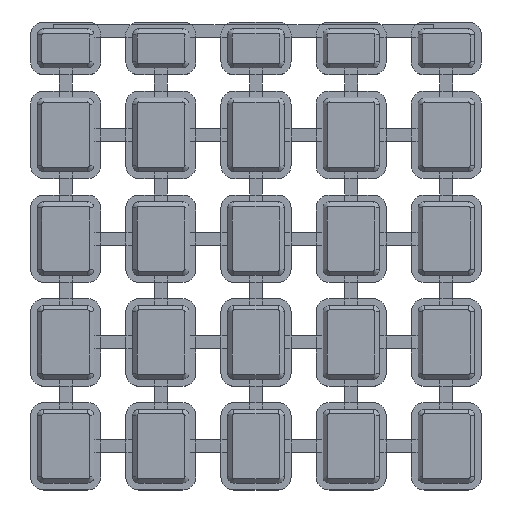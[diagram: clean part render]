
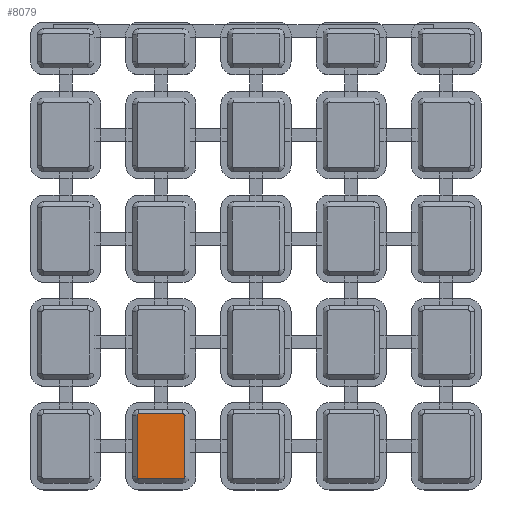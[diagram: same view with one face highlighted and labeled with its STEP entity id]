
A CAD part, top view. The second image highlights one B-rep face of the part: STEP entity #8079.
In plain terms, the highlighted planar face has unit normal (0, 0, 1).
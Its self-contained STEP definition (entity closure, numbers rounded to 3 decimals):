
#4623 = PLANE('',#4624);
#4624 = AXIS2_PLACEMENT_3D('',#4625,#4626,#4627);
#4625 = CARTESIAN_POINT('',(11.55,8.1,3.85));
#4626 = DIRECTION('',(0.707,0.,-0.707));
#4627 = DIRECTION('',(0.,1.,0.));
#5023 = CONICAL_SURFACE('',#5024,0.7,0.785);
#5024 = AXIS2_PLACEMENT_3D('',#5025,#5026,#5027);
#5025 = CARTESIAN_POINT('',(12.,1.,3.6));
#5026 = DIRECTION('',(-0.,-0.,-1.));
#5027 = DIRECTION('',(-1.,0.,0.));
#5077 = PLANE('',#5078);
#5078 = AXIS2_PLACEMENT_3D('',#5079,#5080,#5081);
#5079 = CARTESIAN_POINT('',(12.,0.55,3.85));
#5080 = DIRECTION('',(0.,0.707,-0.707));
#5081 = DIRECTION('',(-1.,-0.,-0.));
#5135 = CONICAL_SURFACE('',#5136,0.7,0.785);
#5136 = AXIS2_PLACEMENT_3D('',#5137,#5138,#5139);
#5137 = CARTESIAN_POINT('',(17.1,1.,3.6));
#5138 = DIRECTION('',(-0.,-0.,-1.));
#5139 = DIRECTION('',(0.,-1.,0.));
#5189 = PLANE('',#5190);
#5190 = AXIS2_PLACEMENT_3D('',#5191,#5192,#5193);
#5191 = CARTESIAN_POINT('',(17.55,1.,3.85));
#5192 = DIRECTION('',(-0.707,0.,-0.707));
#5193 = DIRECTION('',(-0.,-1.,-0.));
#5444 = PLANE('',#5445);
#5445 = AXIS2_PLACEMENT_3D('',#5446,#5447,#5448);
#5446 = CARTESIAN_POINT('',(17.1,8.55,3.85));
#5447 = DIRECTION('',(0.,-0.707,-0.707));
#5448 = DIRECTION('',(1.,0.,0.));
#5519 = CONICAL_SURFACE('',#5520,0.7,0.785);
#5520 = AXIS2_PLACEMENT_3D('',#5521,#5522,#5523);
#5521 = CARTESIAN_POINT('',(12.,8.1,3.6));
#5522 = DIRECTION('',(-0.,-0.,-1.));
#5523 = DIRECTION('',(0.,1.,0.));
#6480 = VERTEX_POINT('',#6481);
#6481 = CARTESIAN_POINT('',(11.8,8.1,4.1));
#6502 = VERTEX_POINT('',#6503);
#6503 = CARTESIAN_POINT('',(11.8,1.,4.1));
#6522 = EDGE_CURVE('',#6480,#6502,#6523,.T.);
#6523 = SURFACE_CURVE('',#6524,(#6528,#6535),.PCURVE_S1.);
#6524 = LINE('',#6525,#6526);
#6525 = CARTESIAN_POINT('',(11.8,8.1,4.1));
#6526 = VECTOR('',#6527,1.);
#6527 = DIRECTION('',(0.,-1.,0.));
#6528 = PCURVE('',#4623,#6529);
#6529 = DEFINITIONAL_REPRESENTATION('',(#6530),#6534);
#6530 = LINE('',#6531,#6532);
#6531 = CARTESIAN_POINT('',(-0.,0.354));
#6532 = VECTOR('',#6533,1.);
#6533 = DIRECTION('',(-1.,0.));
#6534 = ( GEOMETRIC_REPRESENTATION_CONTEXT(2) 
PARAMETRIC_REPRESENTATION_CONTEXT() REPRESENTATION_CONTEXT('2D SPACE',''
  ) );
#6535 = PCURVE('',#6536,#6541);
#6536 = PLANE('',#6537);
#6537 = AXIS2_PLACEMENT_3D('',#6538,#6539,#6540);
#6538 = CARTESIAN_POINT('',(14.55,4.55,4.1));
#6539 = DIRECTION('',(0.,0.,1.));
#6540 = DIRECTION('',(1.,0.,0.));
#6541 = DEFINITIONAL_REPRESENTATION('',(#6542),#6546);
#6542 = LINE('',#6543,#6544);
#6543 = CARTESIAN_POINT('',(-2.75,3.55));
#6544 = VECTOR('',#6545,1.);
#6545 = DIRECTION('',(0.,-1.));
#6546 = ( GEOMETRIC_REPRESENTATION_CONTEXT(2) 
PARAMETRIC_REPRESENTATION_CONTEXT() REPRESENTATION_CONTEXT('2D SPACE',''
  ) );
#6922 = VERTEX_POINT('',#6923);
#6923 = CARTESIAN_POINT('',(12.,0.8,4.1));
#6942 = EDGE_CURVE('',#6502,#6922,#6943,.T.);
#6943 = SURFACE_CURVE('',#6944,(#6949,#6956),.PCURVE_S1.);
#6944 = CIRCLE('',#6945,0.2);
#6945 = AXIS2_PLACEMENT_3D('',#6946,#6947,#6948);
#6946 = CARTESIAN_POINT('',(12.,1.,4.1));
#6947 = DIRECTION('',(0.,0.,1.));
#6948 = DIRECTION('',(-1.,0.,0.));
#6949 = PCURVE('',#5023,#6950);
#6950 = DEFINITIONAL_REPRESENTATION('',(#6951),#6955);
#6951 = LINE('',#6952,#6953);
#6952 = CARTESIAN_POINT('',(-0.,-0.5));
#6953 = VECTOR('',#6954,1.);
#6954 = DIRECTION('',(-1.,-0.));
#6955 = ( GEOMETRIC_REPRESENTATION_CONTEXT(2) 
PARAMETRIC_REPRESENTATION_CONTEXT() REPRESENTATION_CONTEXT('2D SPACE',''
  ) );
#6956 = PCURVE('',#6536,#6957);
#6957 = DEFINITIONAL_REPRESENTATION('',(#6958),#6962);
#6958 = CIRCLE('',#6959,0.2);
#6959 = AXIS2_PLACEMENT_2D('',#6960,#6961);
#6960 = CARTESIAN_POINT('',(-2.55,-3.55));
#6961 = DIRECTION('',(-1.,0.));
#6962 = ( GEOMETRIC_REPRESENTATION_CONTEXT(2) 
PARAMETRIC_REPRESENTATION_CONTEXT() REPRESENTATION_CONTEXT('2D SPACE',''
  ) );
#6970 = VERTEX_POINT('',#6971);
#6971 = CARTESIAN_POINT('',(17.1,0.8,4.1));
#6990 = EDGE_CURVE('',#6922,#6970,#6991,.T.);
#6991 = SURFACE_CURVE('',#6992,(#6996,#7003),.PCURVE_S1.);
#6992 = LINE('',#6993,#6994);
#6993 = CARTESIAN_POINT('',(12.,0.8,4.1));
#6994 = VECTOR('',#6995,1.);
#6995 = DIRECTION('',(1.,0.,0.));
#6996 = PCURVE('',#5077,#6997);
#6997 = DEFINITIONAL_REPRESENTATION('',(#6998),#7002);
#6998 = LINE('',#6999,#7000);
#6999 = CARTESIAN_POINT('',(-0.,0.354));
#7000 = VECTOR('',#7001,1.);
#7001 = DIRECTION('',(-1.,0.));
#7002 = ( GEOMETRIC_REPRESENTATION_CONTEXT(2) 
PARAMETRIC_REPRESENTATION_CONTEXT() REPRESENTATION_CONTEXT('2D SPACE',''
  ) );
#7003 = PCURVE('',#6536,#7004);
#7004 = DEFINITIONAL_REPRESENTATION('',(#7005),#7009);
#7005 = LINE('',#7006,#7007);
#7006 = CARTESIAN_POINT('',(-2.55,-3.75));
#7007 = VECTOR('',#7008,1.);
#7008 = DIRECTION('',(1.,0.));
#7009 = ( GEOMETRIC_REPRESENTATION_CONTEXT(2) 
PARAMETRIC_REPRESENTATION_CONTEXT() REPRESENTATION_CONTEXT('2D SPACE',''
  ) );
#7017 = VERTEX_POINT('',#7018);
#7018 = CARTESIAN_POINT('',(17.3,1.,4.1));
#7037 = EDGE_CURVE('',#6970,#7017,#7038,.T.);
#7038 = SURFACE_CURVE('',#7039,(#7044,#7051),.PCURVE_S1.);
#7039 = CIRCLE('',#7040,0.2);
#7040 = AXIS2_PLACEMENT_3D('',#7041,#7042,#7043);
#7041 = CARTESIAN_POINT('',(17.1,1.,4.1));
#7042 = DIRECTION('',(-0.,0.,1.));
#7043 = DIRECTION('',(0.,-1.,0.));
#7044 = PCURVE('',#5135,#7045);
#7045 = DEFINITIONAL_REPRESENTATION('',(#7046),#7050);
#7046 = LINE('',#7047,#7048);
#7047 = CARTESIAN_POINT('',(-0.,-0.5));
#7048 = VECTOR('',#7049,1.);
#7049 = DIRECTION('',(-1.,-0.));
#7050 = ( GEOMETRIC_REPRESENTATION_CONTEXT(2) 
PARAMETRIC_REPRESENTATION_CONTEXT() REPRESENTATION_CONTEXT('2D SPACE',''
  ) );
#7051 = PCURVE('',#6536,#7052);
#7052 = DEFINITIONAL_REPRESENTATION('',(#7053),#7057);
#7053 = CIRCLE('',#7054,0.2);
#7054 = AXIS2_PLACEMENT_2D('',#7055,#7056);
#7055 = CARTESIAN_POINT('',(2.55,-3.55));
#7056 = DIRECTION('',(0.,-1.));
#7057 = ( GEOMETRIC_REPRESENTATION_CONTEXT(2) 
PARAMETRIC_REPRESENTATION_CONTEXT() REPRESENTATION_CONTEXT('2D SPACE',''
  ) );
#7065 = VERTEX_POINT('',#7066);
#7066 = CARTESIAN_POINT('',(17.3,8.1,4.1));
#7079 = CONICAL_SURFACE('',#7080,0.7,0.785);
#7080 = AXIS2_PLACEMENT_3D('',#7081,#7082,#7083);
#7081 = CARTESIAN_POINT('',(17.1,8.1,3.6));
#7082 = DIRECTION('',(-0.,-0.,-1.));
#7083 = DIRECTION('',(1.,0.,0.));
#7090 = EDGE_CURVE('',#7017,#7065,#7091,.T.);
#7091 = SURFACE_CURVE('',#7092,(#7096,#7103),.PCURVE_S1.);
#7092 = LINE('',#7093,#7094);
#7093 = CARTESIAN_POINT('',(17.3,1.,4.1));
#7094 = VECTOR('',#7095,1.);
#7095 = DIRECTION('',(0.,1.,0.));
#7096 = PCURVE('',#5189,#7097);
#7097 = DEFINITIONAL_REPRESENTATION('',(#7098),#7102);
#7098 = LINE('',#7099,#7100);
#7099 = CARTESIAN_POINT('',(-0.,0.354));
#7100 = VECTOR('',#7101,1.);
#7101 = DIRECTION('',(-1.,0.));
#7102 = ( GEOMETRIC_REPRESENTATION_CONTEXT(2) 
PARAMETRIC_REPRESENTATION_CONTEXT() REPRESENTATION_CONTEXT('2D SPACE',''
  ) );
#7103 = PCURVE('',#6536,#7104);
#7104 = DEFINITIONAL_REPRESENTATION('',(#7105),#7109);
#7105 = LINE('',#7106,#7107);
#7106 = CARTESIAN_POINT('',(2.75,-3.55));
#7107 = VECTOR('',#7108,1.);
#7108 = DIRECTION('',(0.,1.));
#7109 = ( GEOMETRIC_REPRESENTATION_CONTEXT(2) 
PARAMETRIC_REPRESENTATION_CONTEXT() REPRESENTATION_CONTEXT('2D SPACE',''
  ) );
#7207 = VERTEX_POINT('',#7208);
#7208 = CARTESIAN_POINT('',(17.1,8.3,4.1));
#7229 = VERTEX_POINT('',#7230);
#7230 = CARTESIAN_POINT('',(12.,8.3,4.1));
#7249 = EDGE_CURVE('',#7207,#7229,#7250,.T.);
#7250 = SURFACE_CURVE('',#7251,(#7255,#7262),.PCURVE_S1.);
#7251 = LINE('',#7252,#7253);
#7252 = CARTESIAN_POINT('',(17.1,8.3,4.1));
#7253 = VECTOR('',#7254,1.);
#7254 = DIRECTION('',(-1.,0.,0.));
#7255 = PCURVE('',#5444,#7256);
#7256 = DEFINITIONAL_REPRESENTATION('',(#7257),#7261);
#7257 = LINE('',#7258,#7259);
#7258 = CARTESIAN_POINT('',(-0.,0.354));
#7259 = VECTOR('',#7260,1.);
#7260 = DIRECTION('',(-1.,0.));
#7261 = ( GEOMETRIC_REPRESENTATION_CONTEXT(2) 
PARAMETRIC_REPRESENTATION_CONTEXT() REPRESENTATION_CONTEXT('2D SPACE',''
  ) );
#7262 = PCURVE('',#6536,#7263);
#7263 = DEFINITIONAL_REPRESENTATION('',(#7264),#7268);
#7264 = LINE('',#7265,#7266);
#7265 = CARTESIAN_POINT('',(2.55,3.75));
#7266 = VECTOR('',#7267,1.);
#7267 = DIRECTION('',(-1.,0.));
#7268 = ( GEOMETRIC_REPRESENTATION_CONTEXT(2) 
PARAMETRIC_REPRESENTATION_CONTEXT() REPRESENTATION_CONTEXT('2D SPACE',''
  ) );
#7276 = EDGE_CURVE('',#7229,#6480,#7277,.T.);
#7277 = SURFACE_CURVE('',#7278,(#7283,#7290),.PCURVE_S1.);
#7278 = CIRCLE('',#7279,0.2);
#7279 = AXIS2_PLACEMENT_3D('',#7280,#7281,#7282);
#7280 = CARTESIAN_POINT('',(12.,8.1,4.1));
#7281 = DIRECTION('',(0.,0.,1.));
#7282 = DIRECTION('',(0.,1.,0.));
#7283 = PCURVE('',#5519,#7284);
#7284 = DEFINITIONAL_REPRESENTATION('',(#7285),#7289);
#7285 = LINE('',#7286,#7287);
#7286 = CARTESIAN_POINT('',(-0.,-0.5));
#7287 = VECTOR('',#7288,1.);
#7288 = DIRECTION('',(-1.,-0.));
#7289 = ( GEOMETRIC_REPRESENTATION_CONTEXT(2) 
PARAMETRIC_REPRESENTATION_CONTEXT() REPRESENTATION_CONTEXT('2D SPACE',''
  ) );
#7290 = PCURVE('',#6536,#7291);
#7291 = DEFINITIONAL_REPRESENTATION('',(#7292),#7296);
#7292 = CIRCLE('',#7293,0.2);
#7293 = AXIS2_PLACEMENT_2D('',#7294,#7295);
#7294 = CARTESIAN_POINT('',(-2.55,3.55));
#7295 = DIRECTION('',(0.,1.));
#7296 = ( GEOMETRIC_REPRESENTATION_CONTEXT(2) 
PARAMETRIC_REPRESENTATION_CONTEXT() REPRESENTATION_CONTEXT('2D SPACE',''
  ) );
#8079 = ADVANCED_FACE('',(#8080),#6536,.T.);
#8080 = FACE_BOUND('',#8081,.T.);
#8081 = EDGE_LOOP('',(#8082,#8083,#8084,#8085,#8107,#8108,#8109,#8110));
#8082 = ORIENTED_EDGE('',*,*,#6990,.T.);
#8083 = ORIENTED_EDGE('',*,*,#7037,.T.);
#8084 = ORIENTED_EDGE('',*,*,#7090,.T.);
#8085 = ORIENTED_EDGE('',*,*,#8086,.T.);
#8086 = EDGE_CURVE('',#7065,#7207,#8087,.T.);
#8087 = SURFACE_CURVE('',#8088,(#8093,#8100),.PCURVE_S1.);
#8088 = CIRCLE('',#8089,0.2);
#8089 = AXIS2_PLACEMENT_3D('',#8090,#8091,#8092);
#8090 = CARTESIAN_POINT('',(17.1,8.1,4.1));
#8091 = DIRECTION('',(0.,0.,1.));
#8092 = DIRECTION('',(1.,0.,0.));
#8093 = PCURVE('',#6536,#8094);
#8094 = DEFINITIONAL_REPRESENTATION('',(#8095),#8099);
#8095 = CIRCLE('',#8096,0.2);
#8096 = AXIS2_PLACEMENT_2D('',#8097,#8098);
#8097 = CARTESIAN_POINT('',(2.55,3.55));
#8098 = DIRECTION('',(1.,0.));
#8099 = ( GEOMETRIC_REPRESENTATION_CONTEXT(2) 
PARAMETRIC_REPRESENTATION_CONTEXT() REPRESENTATION_CONTEXT('2D SPACE',''
  ) );
#8100 = PCURVE('',#7079,#8101);
#8101 = DEFINITIONAL_REPRESENTATION('',(#8102),#8106);
#8102 = LINE('',#8103,#8104);
#8103 = CARTESIAN_POINT('',(-0.,-0.5));
#8104 = VECTOR('',#8105,1.);
#8105 = DIRECTION('',(-1.,-0.));
#8106 = ( GEOMETRIC_REPRESENTATION_CONTEXT(2) 
PARAMETRIC_REPRESENTATION_CONTEXT() REPRESENTATION_CONTEXT('2D SPACE',''
  ) );
#8107 = ORIENTED_EDGE('',*,*,#7249,.T.);
#8108 = ORIENTED_EDGE('',*,*,#7276,.T.);
#8109 = ORIENTED_EDGE('',*,*,#6522,.T.);
#8110 = ORIENTED_EDGE('',*,*,#6942,.T.);
